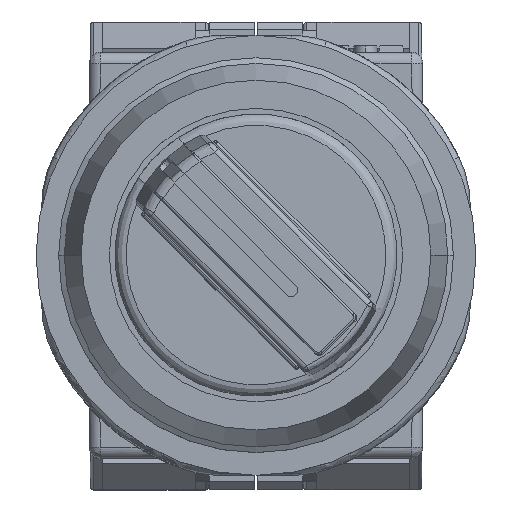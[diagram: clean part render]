
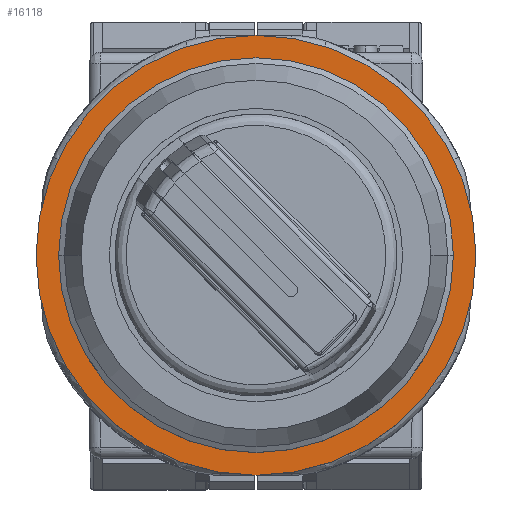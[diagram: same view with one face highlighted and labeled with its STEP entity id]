
A CAD part, top view. The second image highlights one B-rep face of the part: STEP entity #16118.
In plain terms, the highlighted planar face has unit normal (0, 0, 1).
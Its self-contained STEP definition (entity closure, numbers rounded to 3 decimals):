
#655 = AXIS2_PLACEMENT_3D ( 'NONE', #10266, #8320, #6380 ) ;
#702 = CARTESIAN_POINT ( 'NONE',  ( -19.734, -19.734, 1.5 ) ) ;
#955 = EDGE_CURVE ( 'NONE', #9706, #15126, #1047, .T. ) ;
#1047 = CIRCLE ( 'NONE', #655, 14.75 ) ;
#1184 = CIRCLE ( 'NONE', #4819, 19.5 ) ;
#1598 = CIRCLE ( 'NONE', #7480, 19.5 ) ;
#1964 = DIRECTION ( 'NONE',  ( 0., 0., 1. ) ) ;
#2083 = FACE_BOUND ( 'NONE', #5158, .T. ) ;
#2386 = VERTEX_POINT ( 'NONE', #10100 ) ;
#2610 = PLANE ( 'NONE',  #4019 ) ;
#2819 = EDGE_CURVE ( 'NONE', #2386, #18015, #1184, .T. ) ;
#3039 = FACE_OUTER_BOUND ( 'NONE', #11458, .T. ) ;
#3228 = DIRECTION ( 'NONE',  ( -1., 0., 0. ) ) ;
#3891 = CARTESIAN_POINT ( 'NONE',  ( 0., 0., 1.5 ) ) ;
#3907 = DIRECTION ( 'NONE',  ( -1., 0., 0. ) ) ;
#4019 = AXIS2_PLACEMENT_3D ( 'NONE', #702, #17730, #15760 ) ;
#4299 = AXIS2_PLACEMENT_3D ( 'NONE', #3891, #1964, #18979 ) ;
#4819 = AXIS2_PLACEMENT_3D ( 'NONE', #14892, #5178, #3228 ) ;
#5158 = EDGE_LOOP ( 'NONE', ( #7696, #14170 ) ) ;
#5178 = DIRECTION ( 'NONE',  ( 0., 0., 1. ) ) ;
#5833 = DIRECTION ( 'NONE',  ( 0., 0., 1. ) ) ;
#6380 = DIRECTION ( 'NONE',  ( -1., 0., 0. ) ) ;
#7408 = EDGE_CURVE ( 'NONE', #18015, #2386, #1598, .T. ) ;
#7480 = AXIS2_PLACEMENT_3D ( 'NONE', #7803, #5833, #3907 ) ;
#7696 = ORIENTED_EDGE ( 'NONE', *, *, #7701, .F. ) ;
#7701 = EDGE_CURVE ( 'NONE', #15126, #9706, #14775, .T. ) ;
#7803 = CARTESIAN_POINT ( 'NONE',  ( 0., 0., 1.5 ) ) ;
#8320 = DIRECTION ( 'NONE',  ( 0., 0., 1. ) ) ;
#9025 = CARTESIAN_POINT ( 'NONE',  ( -19.5, 0., 1.5 ) ) ;
#9706 = VERTEX_POINT ( 'NONE', #15284 ) ;
#10100 = CARTESIAN_POINT ( 'NONE',  ( 19.5, 0., 1.5 ) ) ;
#10266 = CARTESIAN_POINT ( 'NONE',  ( 0., 0., 1.5 ) ) ;
#11458 = EDGE_LOOP ( 'NONE', ( #18692, #15563 ) ) ;
#14170 = ORIENTED_EDGE ( 'NONE', *, *, #955, .F. ) ;
#14775 = CIRCLE ( 'NONE', #4299, 14.75 ) ;
#14892 = CARTESIAN_POINT ( 'NONE',  ( 0., 0., 1.5 ) ) ;
#15126 = VERTEX_POINT ( 'NONE', #15589 ) ;
#15284 = CARTESIAN_POINT ( 'NONE',  ( 14.75, 0., 1.5 ) ) ;
#15563 = ORIENTED_EDGE ( 'NONE', *, *, #2819, .T. ) ;
#15589 = CARTESIAN_POINT ( 'NONE',  ( -14.75, 0., 1.5 ) ) ;
#15760 = DIRECTION ( 'NONE',  ( 1., 0., 0. ) ) ;
#16118 = ADVANCED_FACE ( 'NONE', ( #2083, #3039 ), #2610, .T. ) ;
#17730 = DIRECTION ( 'NONE',  ( 0., 0., 1. ) ) ;
#18015 = VERTEX_POINT ( 'NONE', #9025 ) ;
#18692 = ORIENTED_EDGE ( 'NONE', *, *, #7408, .T. ) ;
#18979 = DIRECTION ( 'NONE',  ( -1., 0., 0. ) ) ;
